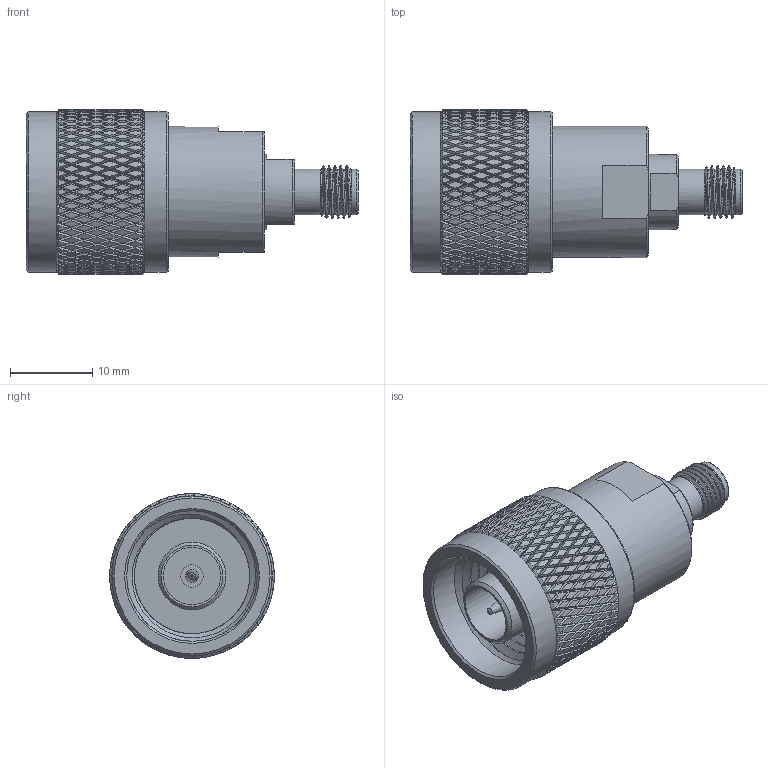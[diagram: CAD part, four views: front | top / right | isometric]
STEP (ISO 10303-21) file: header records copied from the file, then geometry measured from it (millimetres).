
FILE_DESCRIPTION (( 'STEP AP203' ), '1' );
FILE_NAME ('PE9663_3D.step', '2021-10-25T15:46:51', ( '' ), ( '' ), 'SwSTEP 2.0', 'SolidWorks 2021', '' );
FILE_SCHEMA (( 'CONFIG_CONTROL_DESIGN' ));
Products named in the file (1): PE9663_3D
Bounding box: 40.34 x 20 x 20 mm (x, y, z)
Volume: 6302.2 mm3; surface area: 3989 mm2
Topology: 1 solids, 1 shells, 2493 faces, 5065 edges, 2585 vertices
Faces by surface type: bspline 1767, cylinder 461, cone 234, plane 29, torus 2
Full cylindrical faces by diameter (mm): 0.94 x1, 1.194 x1, 1.524 x1, 2.794 x1, 2.92 x1, 4.572 x1, 5.582 x2, 6.985 x1, 8.255 x1, 9.136 x1, 15.875 x5, 15.939 x1, 19.461 x2
Entity records: 90851 total; most frequent: CARTESIAN_POINT 58755, ORIENTED_EDGE 10036, EDGE_CURVE 5018, VERTEX_POINT 2566, EDGE_LOOP 2522, FACE_OUTER_BOUND 2506, ADVANCED_FACE 2488, DIRECTION 2356
